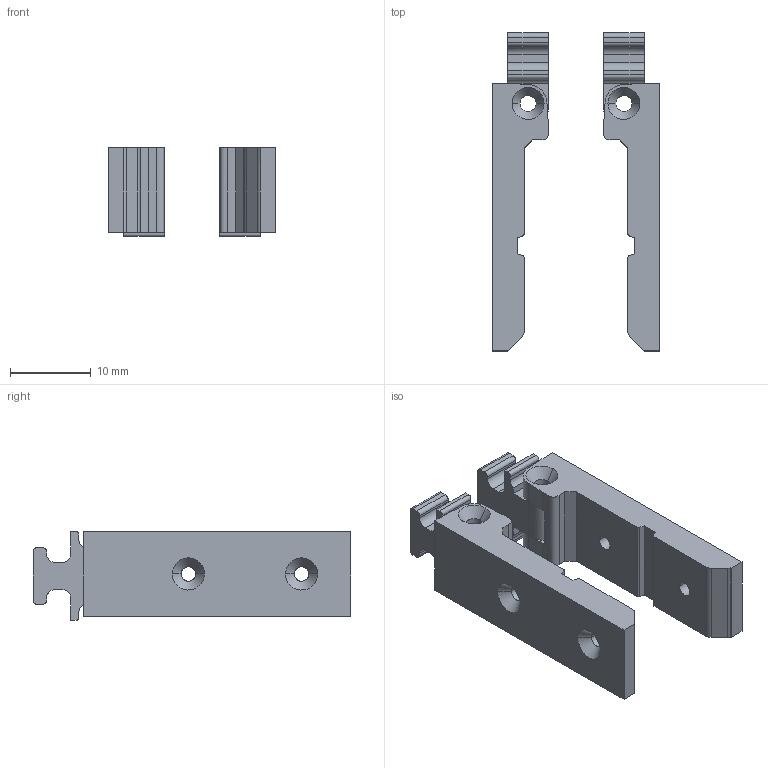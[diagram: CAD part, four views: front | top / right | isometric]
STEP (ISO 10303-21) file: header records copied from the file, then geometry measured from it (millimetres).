
FILE_DESCRIPTION(/* description */ (''),/* implementation_level */ '2;1');
FILE_NAME(/* name */ 'HI3D71~1',/* time_stamp */ '2026-01-10T18:11:17+03:00',/* author */ (''),/* organization */ (''),/* preprocessor_version */ 'ST-DEVELOPER v16.5',/* originating_system */ '',/* authorisation */ '');
FILE_SCHEMA (('CONFIG_CONTROL_DESIGN'));
Length unit declared in the file: millimetre
Products named in the file (1): Document
Bounding box: 20.65 x 39.34 x 11 mm (x, y, z)
Volume: 3230.4 mm3; surface area: 3181.3 mm2
Topology: 4 solids, 4 shells, 168 faces, 464 edges, 304 vertices
Faces by surface type: plane 88, cylinder 46, bspline 34
Entity records: 5224 total; most frequent: CARTESIAN_POINT 2236, ORIENTED_EDGE 928, EDGE_CURVE 464, VERTEX_POINT 304, B_SPLINE_CURVE_WITH_KNOTS 226, EDGE_LOOP 188, ADVANCED_FACE 168, FACE_OUTER_BOUND 168
